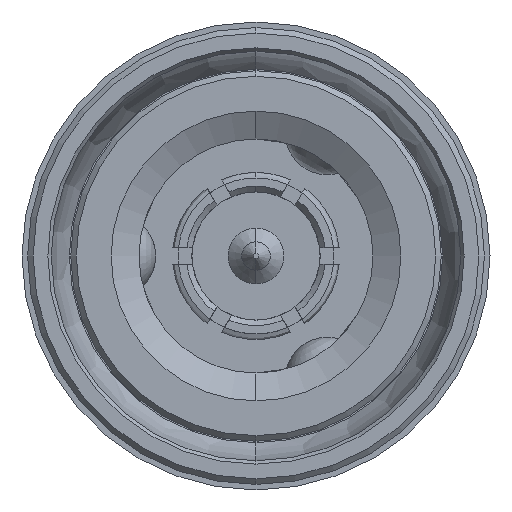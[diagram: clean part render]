
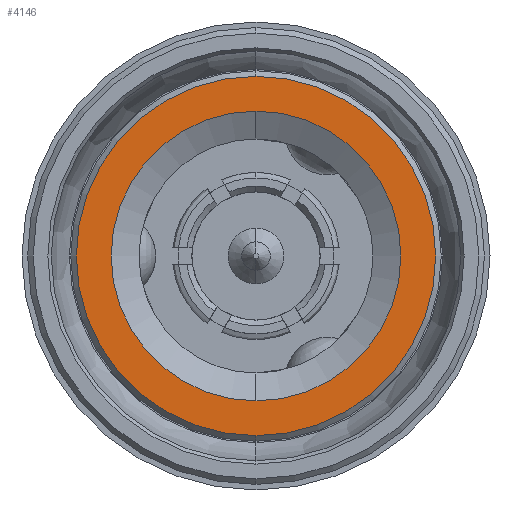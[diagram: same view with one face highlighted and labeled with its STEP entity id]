
A CAD part, left-side view. The second image highlights one B-rep face of the part: STEP entity #4146.
In plain terms, the highlighted planar face has unit normal (-1, 0, 0).
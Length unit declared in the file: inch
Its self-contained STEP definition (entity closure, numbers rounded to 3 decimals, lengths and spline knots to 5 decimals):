
#68 = DIRECTION ( 'NONE',  ( 0., 0., 1. ) ) ;
#95 = ORIENTED_EDGE ( 'NONE', *, *, #2889, .F. ) ;
#144 = PLANE ( 'NONE',  #2925 ) ;
#296 = CARTESIAN_POINT ( 'NONE',  ( -0.00136, 0., 0. ) ) ;
#359 = DIRECTION ( 'NONE',  ( -1., 0., 0. ) ) ;
#385 = EDGE_CURVE ( 'NONE', #3564, #2173, #4405, .T. ) ;
#408 = CARTESIAN_POINT ( 'NONE',  ( -0.00136, 0., 0.10236 ) ) ;
#546 = FACE_OUTER_BOUND ( 'NONE', #1780, .T. ) ;
#651 = DIRECTION ( 'NONE',  ( -1., 0., 0. ) ) ;
#801 = CIRCLE ( 'NONE', #2022, 0.12697 ) ;
#806 = DIRECTION ( 'NONE',  ( 0., 0., 1. ) ) ;
#1043 = CARTESIAN_POINT ( 'NONE',  ( -0.00136, 0., 0. ) ) ;
#1223 = AXIS2_PLACEMENT_3D ( 'NONE', #3317, #4928, #2872 ) ;
#1374 = CARTESIAN_POINT ( 'NONE',  ( -0.00136, 0.12697, 0. ) ) ;
#1395 = AXIS2_PLACEMENT_3D ( 'NONE', #2612, #4306, #68 ) ;
#1635 = EDGE_LOOP ( 'NONE', ( #95, #2240 ) ) ;
#1683 = AXIS2_PLACEMENT_3D ( 'NONE', #296, #359, #806 ) ;
#1759 = VERTEX_POINT ( 'NONE', #3180 ) ;
#1780 = EDGE_LOOP ( 'NONE', ( #2053, #4328 ) ) ;
#2022 = AXIS2_PLACEMENT_3D ( 'NONE', #1043, #651, #3092 ) ;
#2053 = ORIENTED_EDGE ( 'NONE', *, *, #3396, .T. ) ;
#2173 = VERTEX_POINT ( 'NONE', #408 ) ;
#2217 = DIRECTION ( 'NONE',  ( 0., 1., 0. ) ) ;
#2240 = ORIENTED_EDGE ( 'NONE', *, *, #385, .F. ) ;
#2612 = CARTESIAN_POINT ( 'NONE',  ( -0.00136, 0., 0. ) ) ;
#2840 = CIRCLE ( 'NONE', #1683, 0.12697 ) ;
#2872 = DIRECTION ( 'NONE',  ( 0., 0., 1. ) ) ;
#2889 = EDGE_CURVE ( 'NONE', #2173, #3564, #5379, .T. ) ;
#2925 = AXIS2_PLACEMENT_3D ( 'NONE', #1374, #3481, #2217 ) ;
#3092 = DIRECTION ( 'NONE',  ( 0., 0., 1. ) ) ;
#3180 = CARTESIAN_POINT ( 'NONE',  ( -0.00136, 0., 0.12697 ) ) ;
#3317 = CARTESIAN_POINT ( 'NONE',  ( -0.00136, 0., 0. ) ) ;
#3396 = EDGE_CURVE ( 'NONE', #5262, #1759, #2840, .T. ) ;
#3481 = DIRECTION ( 'NONE',  ( 1., 0., 0. ) ) ;
#3486 = CARTESIAN_POINT ( 'NONE',  ( -0.00136, 0., -0.10236 ) ) ;
#3564 = VERTEX_POINT ( 'NONE', #3486 ) ;
#3942 = FACE_BOUND ( 'NONE', #1635, .T. ) ;
#4139 = EDGE_CURVE ( 'NONE', #1759, #5262, #801, .T. ) ;
#4146 = ADVANCED_FACE ( 'NONE', ( #546, #3942 ), #144, .F. ) ;
#4306 = DIRECTION ( 'NONE',  ( -1., 0., 0. ) ) ;
#4328 = ORIENTED_EDGE ( 'NONE', *, *, #4139, .T. ) ;
#4338 = CARTESIAN_POINT ( 'NONE',  ( -0.00136, 0., -0.12697 ) ) ;
#4405 = CIRCLE ( 'NONE', #1395, 0.10236 ) ;
#4928 = DIRECTION ( 'NONE',  ( -1., 0., 0. ) ) ;
#5262 = VERTEX_POINT ( 'NONE', #4338 ) ;
#5379 = CIRCLE ( 'NONE', #1223, 0.10236 ) ;
